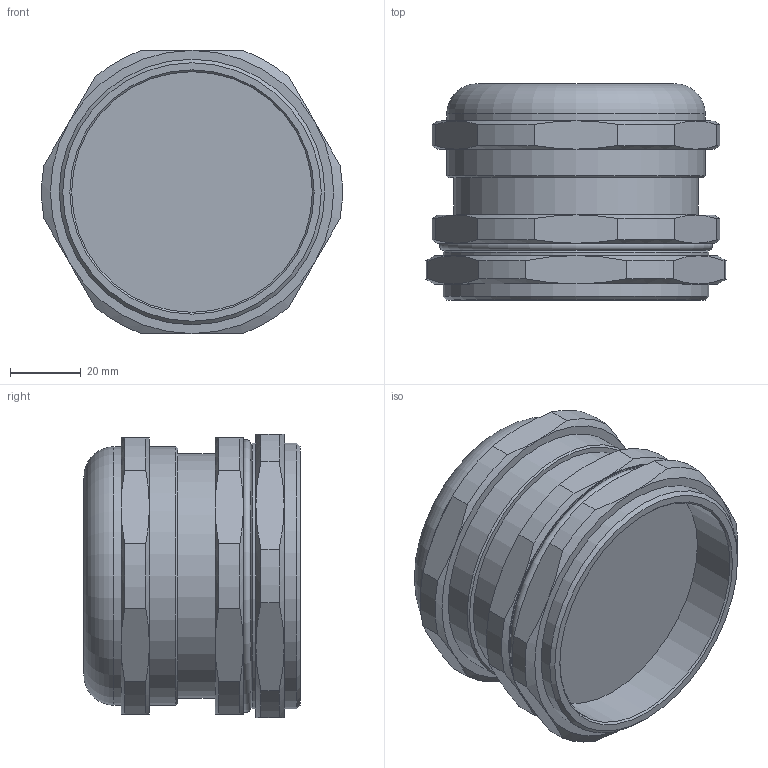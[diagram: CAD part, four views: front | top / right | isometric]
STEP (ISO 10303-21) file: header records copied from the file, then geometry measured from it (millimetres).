
FILE_DESCRIPTION(/* description */ ('','CAx-IF Rec.Pracs.---Representation and Presentation of Product Manufacturing Information (PMI)---4.0---2014-10-13'),/* implementation_level */ '2;1');
FILE_NAME(/* name */ 'ЗЭТАРУС M75 (42-52 мм).stp',/* time_stamp */ '2023-02-08T14:13:51+07:00',/* author */ ('zeta-09'),/* organization */ (''),/* preprocessor_version */ 'ST-DEVELOPER v18.1',/* originating_system */ 'Autodesk Inventor 2021',/* authorisation */ '');
FILE_SCHEMA (('AP242_MANAGED_MODEL_BASED_3D_ENGINEERING_MIM_LF { 1 0 10303 442 1 1 4 }'));
Length unit declared in the file: millimetre
Products named in the file (1): Деталь2
Bounding box: 84.85 x 61.08 x 80 mm (x, y, z)
Volume: 221963 mm3; surface area: 46324.7 mm2
Topology: 1 solids, 5 shells, 100 faces, 222 edges, 137 vertices
Faces by surface type: cone 40, plane 33, cylinder 24, torus 3
Full cylindrical faces by diameter (mm): 68 x1, 69 x1, 73 x2, 75 x2
Entity records: 2943 total; most frequent: CARTESIAN_POINT 621, DIRECTION 482, ORIENTED_EDGE 440, EDGE_CURVE 222, AXIS2_PLACEMENT_3D 218, VERTEX_POINT 137, EDGE_LOOP 109, CIRCLE 104
